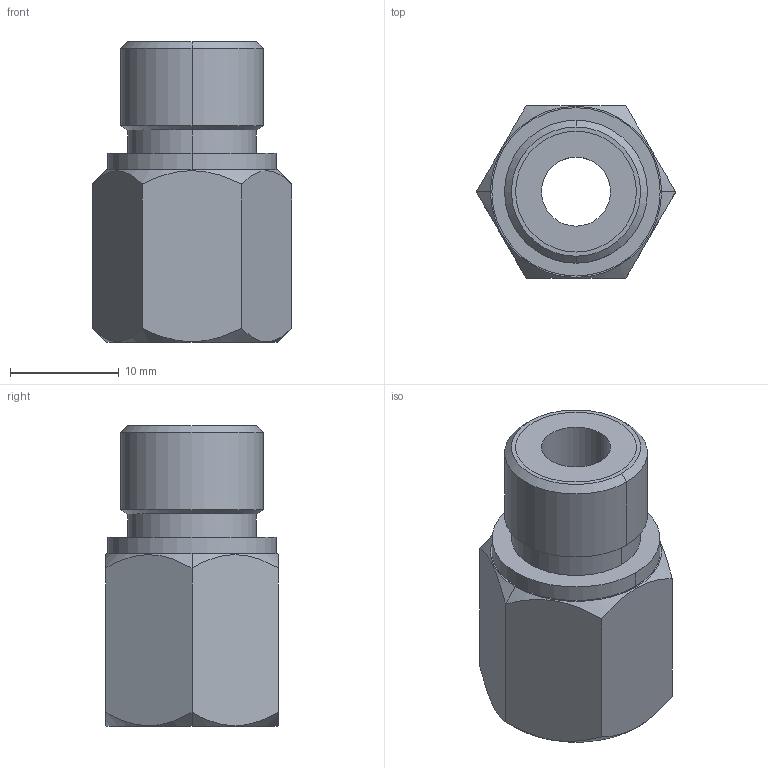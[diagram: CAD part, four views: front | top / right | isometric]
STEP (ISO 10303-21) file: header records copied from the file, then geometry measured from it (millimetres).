
FILE_DESCRIPTION((''),'2;1');
FILE_NAME('ILC30802866','2022-09-06T10:55:20',('rkuestersteffen'),(''),'CREO PARAMETRIC BY PTC INC, 2021164','CREO PARAMETRIC BY PTC INC, 2021164','');
FILE_SCHEMA(('AUTOMOTIVE_DESIGN { 1 0 10303 214 1 1 1 1 }'));
Length unit declared in the file: inch
Products named in the file (1): ILC30802866
Bounding box: 18.33 x 15.88 x 27.69 mm (x, y, z)
Volume: 2903 mm3; surface area: 3228.9 mm2
Topology: 1 solids, 3 shells, 36 faces, 80 edges, 50 vertices
Faces by surface type: cylinder 14, plane 12, cone 10
Entity records: 1570 total; most frequent: CARTESIAN_POINT 353, DIRECTION 198, ORIENTED_EDGE 152, PRESENTATION_STYLE_ASSIGNMENT 85, STYLED_ITEM 85, AXIS2_PLACEMENT_3D 82, CURVE_STYLE 82, EDGE_CURVE 80
